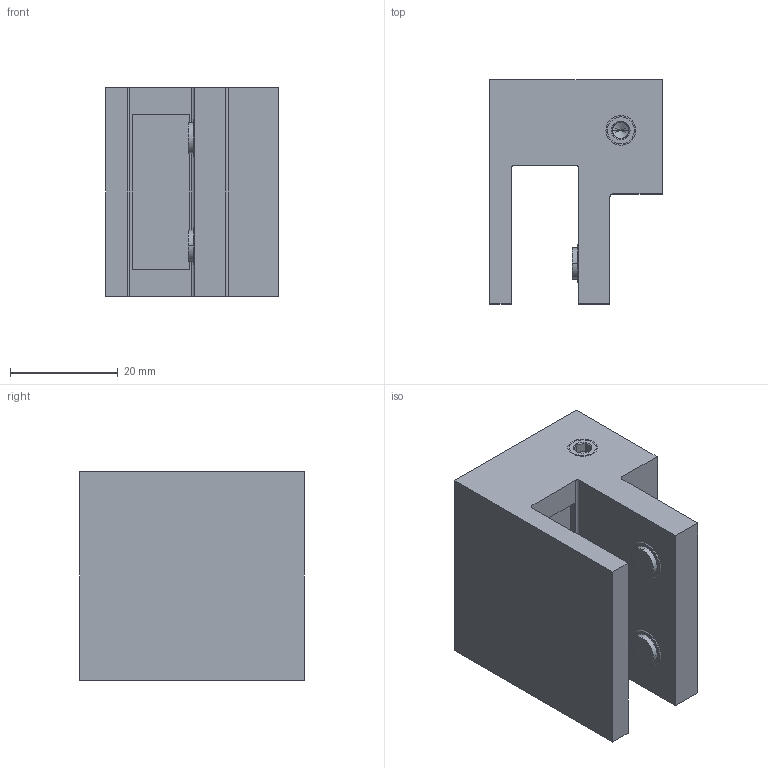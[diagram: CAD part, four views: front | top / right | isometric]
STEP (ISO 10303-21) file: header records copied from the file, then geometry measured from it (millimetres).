
FILE_DESCRIPTION (( 'STEP AP203' ), '1' );
FILE_NAME ('GS-304_ZP-220_P_Cr.STEP', '2019-08-30T13:04:39', ( '' ), ( '' ), 'SwSTEP 2.0', 'SolidWorks 2019', '' );
FILE_SCHEMA (( 'CONFIG_CONTROL_DESIGN' ));
Length unit declared in the file: millimetre
Products named in the file (5): GS-304_ZP-220_P_Cr.P1; GS-304_ZP-220_P_Cr; GS-304_ZP-220_P_Cr.P2; DIN xxx_M8x6_A2-70; DIN 913_M6x4_A2-70
Assembly tree (7 placements, depth 2):
  GS-304_ZP-220_P_Cr
    GS-304_ZP-220_P_Cr.P1
    DIN 913_M6x4_A2-70  x2
    DIN xxx_M8x6_A2-70  x2
    GS-304_ZP-220_P_Cr.P2  x2
Bounding box: 32 x 41.6 x 38.6 mm (x, y, z)
Volume: 21857 mm3; surface area: 12289.9 mm2
Topology: 7 solids, 7 shells, 162 faces, 327 edges, 180 vertices
Faces by surface type: plane 71, cone 64, cylinder 27
Entity records: 3324 total; most frequent: CARTESIAN_POINT 603, DIRECTION 473, ORIENTED_EDGE 410, EDGE_CURVE 205, AXIS2_PLACEMENT_3D 181, VERTEX_POINT 119, EDGE_LOOP 112, LINE 111
